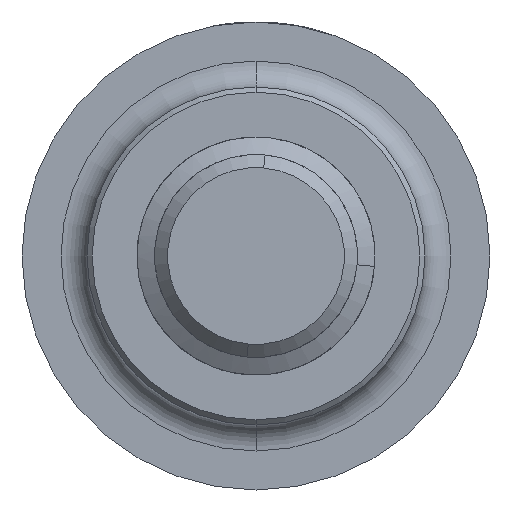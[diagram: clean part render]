
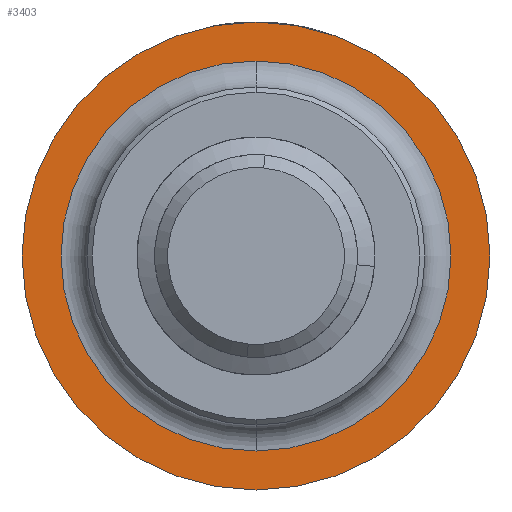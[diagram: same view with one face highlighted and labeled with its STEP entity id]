
A CAD part, front view. The second image highlights one B-rep face of the part: STEP entity #3403.
In plain terms, the highlighted planar face has unit normal (0, -1, 0).
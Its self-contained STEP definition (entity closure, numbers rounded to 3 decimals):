
#299 = DIRECTION ( 'NONE',  ( 0., 0., -1. ) ) ;
#342 = DIRECTION ( 'NONE',  ( 0., -1., 0. ) ) ;
#365 = PLANE ( 'NONE',  #5310 ) ;
#410 = EDGE_LOOP ( 'NONE', ( #5778, #1462 ) ) ;
#854 = DIRECTION ( 'NONE',  ( 0., 0., -1. ) ) ;
#870 = CARTESIAN_POINT ( 'NONE',  ( 0., 12.42, 0. ) ) ;
#915 = EDGE_CURVE ( 'NONE', #3013, #6603, #1873, .T. ) ;
#989 = ORIENTED_EDGE ( 'NONE', *, *, #2061, .T. ) ;
#1104 = VERTEX_POINT ( 'NONE', #2760 ) ;
#1353 = EDGE_CURVE ( 'NONE', #6603, #3013, #6032, .T. ) ;
#1443 = CARTESIAN_POINT ( 'NONE',  ( 7.5, 12.42, 0. ) ) ;
#1462 = ORIENTED_EDGE ( 'NONE', *, *, #915, .F. ) ;
#1650 = CARTESIAN_POINT ( 'NONE',  ( 0., 12.42, 9. ) ) ;
#1853 = CIRCLE ( 'NONE', #3715, 9. ) ;
#1873 = CIRCLE ( 'NONE', #4396, 7.5 ) ;
#2009 = EDGE_CURVE ( 'NONE', #1104, #3166, #5949, .T. ) ;
#2016 = ORIENTED_EDGE ( 'NONE', *, *, #2009, .T. ) ;
#2061 = EDGE_CURVE ( 'NONE', #3166, #1104, #1853, .T. ) ;
#2322 = DIRECTION ( 'NONE',  ( 0., 0., -1. ) ) ;
#2730 = AXIS2_PLACEMENT_3D ( 'NONE', #3902, #5995, #2322 ) ;
#2760 = CARTESIAN_POINT ( 'NONE',  ( 0., 12.42, -9. ) ) ;
#2911 = FACE_OUTER_BOUND ( 'NONE', #4834, .T. ) ;
#2964 = CARTESIAN_POINT ( 'NONE',  ( 0., 12.42, -7.5 ) ) ;
#3013 = VERTEX_POINT ( 'NONE', #6966 ) ;
#3166 = VERTEX_POINT ( 'NONE', #1650 ) ;
#3403 = ADVANCED_FACE ( 'NONE', ( #2911, #5585 ), #365, .T. ) ;
#3715 = AXIS2_PLACEMENT_3D ( 'NONE', #6806, #4666, #854 ) ;
#3902 = CARTESIAN_POINT ( 'NONE',  ( 0., 12.42, 0. ) ) ;
#4135 = CARTESIAN_POINT ( 'NONE',  ( 0., 12.42, 0. ) ) ;
#4396 = AXIS2_PLACEMENT_3D ( 'NONE', #870, #4647, #5168 ) ;
#4647 = DIRECTION ( 'NONE',  ( 0., -1., 0. ) ) ;
#4666 = DIRECTION ( 'NONE',  ( 0., -1., 0. ) ) ;
#4834 = EDGE_LOOP ( 'NONE', ( #2016, #989 ) ) ;
#5168 = DIRECTION ( 'NONE',  ( 0., 0., -1. ) ) ;
#5310 = AXIS2_PLACEMENT_3D ( 'NONE', #1443, #6251, #5730 ) ;
#5406 = AXIS2_PLACEMENT_3D ( 'NONE', #4135, #342, #299 ) ;
#5585 = FACE_BOUND ( 'NONE', #410, .T. ) ;
#5730 = DIRECTION ( 'NONE',  ( 0., 0., -1. ) ) ;
#5778 = ORIENTED_EDGE ( 'NONE', *, *, #1353, .F. ) ;
#5949 = CIRCLE ( 'NONE', #5406, 9. ) ;
#5995 = DIRECTION ( 'NONE',  ( 0., -1., 0. ) ) ;
#6032 = CIRCLE ( 'NONE', #2730, 7.5 ) ;
#6251 = DIRECTION ( 'NONE',  ( 0., -1., 0. ) ) ;
#6603 = VERTEX_POINT ( 'NONE', #2964 ) ;
#6806 = CARTESIAN_POINT ( 'NONE',  ( 0., 12.42, 0. ) ) ;
#6966 = CARTESIAN_POINT ( 'NONE',  ( 0., 12.42, 7.5 ) ) ;
